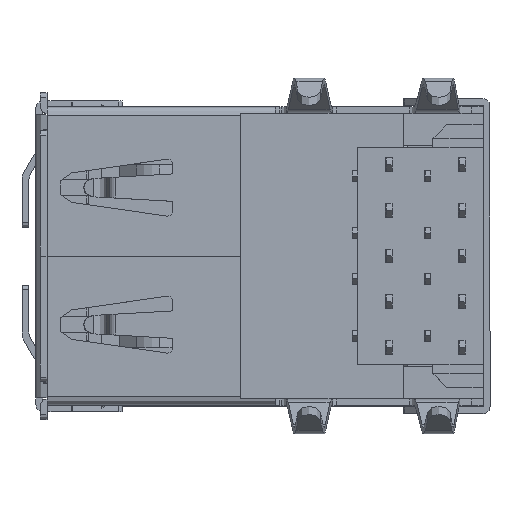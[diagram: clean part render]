
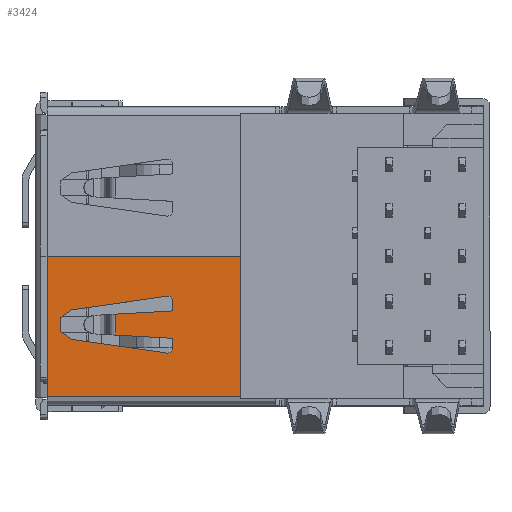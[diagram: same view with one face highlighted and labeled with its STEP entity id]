
A CAD part, top view. The second image highlights one B-rep face of the part: STEP entity #3424.
In plain terms, the highlighted face is planar.
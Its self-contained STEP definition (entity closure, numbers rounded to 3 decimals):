
#3424 = ADVANCED_FACE( '', ( #7472, #7473 ), #7474, .T. );
#7472 = FACE_OUTER_BOUND( '', #12440, .T. );
#7473 = FACE_BOUND( '', #12441, .T. );
#7474 = PLANE( '', #12442 );
#12440 = EDGE_LOOP( '', ( #22197, #22198, #22199, #22200 ) );
#12441 = EDGE_LOOP( '', ( #22201, #22202, #22203, #22204, #22205, #22206, #22207, #22208, #22209, #22210 ) );
#12442 = AXIS2_PLACEMENT_3D( '', #22211, #22212, #22213 );
#22197 = ORIENTED_EDGE( '', *, *, #34341, .T. );
#22198 = ORIENTED_EDGE( '', *, *, #34342, .F. );
#22199 = ORIENTED_EDGE( '', *, *, #34145, .F. );
#22200 = ORIENTED_EDGE( '', *, *, #32605, .T. );
#22201 = ORIENTED_EDGE( '', *, *, #31013, .T. );
#22202 = ORIENTED_EDGE( '', *, *, #34343, .T. );
#22203 = ORIENTED_EDGE( '', *, *, #34344, .F. );
#22204 = ORIENTED_EDGE( '', *, *, #34345, .F. );
#22205 = ORIENTED_EDGE( '', *, *, #34346, .F. );
#22206 = ORIENTED_EDGE( '', *, *, #34347, .F. );
#22207 = ORIENTED_EDGE( '', *, *, #33880, .F. );
#22208 = ORIENTED_EDGE( '', *, *, #34348, .F. );
#22209 = ORIENTED_EDGE( '', *, *, #33284, .F. );
#22210 = ORIENTED_EDGE( '', *, *, #34349, .T. );
#22211 = CARTESIAN_POINT( '', ( 6.15, 9.55, -7.11 ) );
#22212 = DIRECTION( '', ( 0., 0., -1. ) );
#22213 = DIRECTION( '', ( -1., 0., 0. ) );
#31013 = EDGE_CURVE( '', #37590, #37588, #37591, .T. );
#32605 = EDGE_CURVE( '', #39158, #40315, #40317, .F. );
#33284 = EDGE_CURVE( '', #41373, #41375, #41376, .T. );
#33880 = EDGE_CURVE( '', #42268, #42270, #42271, .T. );
#34145 = EDGE_CURVE( '', #39158, #42651, #42654, .T. );
#34341 = EDGE_CURVE( '', #40315, #42932, #42933, .T. );
#34342 = EDGE_CURVE( '', #42651, #42932, #42934, .F. );
#34343 = EDGE_CURVE( '', #37588, #42935, #42936, .T. );
#34344 = EDGE_CURVE( '', #42937, #42935, #42938, .T. );
#34345 = EDGE_CURVE( '', #42939, #42937, #42940, .T. );
#34346 = EDGE_CURVE( '', #42941, #42939, #42942, .T. );
#34347 = EDGE_CURVE( '', #42270, #42941, #42943, .T. );
#34348 = EDGE_CURVE( '', #41375, #42268, #42944, .T. );
#34349 = EDGE_CURVE( '', #41373, #37590, #42945, .T. );
#37588 = VERTEX_POINT( '', #47056 );
#37590 = VERTEX_POINT( '', #47058 );
#37591 = LINE( '', #47059, #47060 );
#39158 = VERTEX_POINT( '', #49235 );
#40315 = VERTEX_POINT( '', #50857 );
#40317 = LINE( '', #50859, #50860 );
#41373 = VERTEX_POINT( '', #52389 );
#41375 = VERTEX_POINT( '', #52392 );
#41376 = LINE( '', #52393, #52394 );
#42268 = VERTEX_POINT( '', #53690 );
#42270 = VERTEX_POINT( '', #53693 );
#42271 = LINE( '', #53694, #53695 );
#42651 = VERTEX_POINT( '', #54243 );
#42654 = LINE( '', #54246, #54247 );
#42932 = VERTEX_POINT( '', #54639 );
#42933 = LINE( '', #54640, #54641 );
#42934 = LINE( '', #54642, #54643 );
#42935 = VERTEX_POINT( '', #54644 );
#42936 = LINE( '', #54645, #54646 );
#42937 = VERTEX_POINT( '', #54647 );
#42938 = LINE( '', #54648, #54649 );
#42939 = VERTEX_POINT( '', #54650 );
#42940 = CIRCLE( '', #54651, 0.2 );
#42941 = VERTEX_POINT( '', #54652 );
#42942 = LINE( '', #54653, #54654 );
#42943 = CIRCLE( '', #54655, 0.65 );
#42944 = CIRCLE( '', #54656, 0.2 );
#42945 = LINE( '', #54657, #54658 );
#47056 = CARTESIAN_POINT( '', ( 3.458, 6.55, -7.11 ) );
#47058 = CARTESIAN_POINT( '', ( 2.542, 6.55, -7.11 ) );
#47059 = CARTESIAN_POINT( '', ( 2.4, 6.55, -7.11 ) );
#47060 = VECTOR( '', #58988, 1000. );
#49235 = CARTESIAN_POINT( '', ( 6.15, 9.54, -7.11 ) );
#50857 = CARTESIAN_POINT( '', ( 6.15, -0.45, -7.11 ) );
#50859 = CARTESIAN_POINT( '', ( 6.15, 9.55, -7.11 ) );
#50860 = VECTOR( '', #60916, 1000. );
#52389 = CARTESIAN_POINT( '', ( 2.4, 4.05, -7.11 ) );
#52392 = CARTESIAN_POINT( '', ( 1.948, 4.05, -7.11 ) );
#52393 = CARTESIAN_POINT( '', ( 4.052, 4.05, -7.11 ) );
#52394 = VECTOR( '', #61597, 1000. );
#53690 = CARTESIAN_POINT( '', ( 1.75, 4.278, -7.11 ) );
#53693 = CARTESIAN_POINT( '', ( 2.357, 8.493, -7.11 ) );
#53694 = CARTESIAN_POINT( '', ( 1.75, 4.278, -7.11 ) );
#53695 = VECTOR( '', #62189, 1000. );
#54243 = CARTESIAN_POINT( '', ( 0.001, 9.54, -7.11 ) );
#54246 = CARTESIAN_POINT( '', ( 6.15, 9.54, -7.11 ) );
#54247 = VECTOR( '', #62451, 1000. );
#54639 = CARTESIAN_POINT( '', ( 0.001, -0.45, -7.11 ) );
#54640 = CARTESIAN_POINT( '', ( 22.062, -0.45, -7.11 ) );
#54641 = VECTOR( '', #62653, 1000. );
#54642 = CARTESIAN_POINT( '', ( 0.001, 9.55, -7.11 ) );
#54643 = VECTOR( '', #62654, 1000. );
#54644 = CARTESIAN_POINT( '', ( 3.6, 4.05, -7.11 ) );
#54645 = CARTESIAN_POINT( '', ( 3.296, 9.387, -7.11 ) );
#54646 = VECTOR( '', #62655, 1000. );
#54647 = CARTESIAN_POINT( '', ( 4.052, 4.05, -7.11 ) );
#54648 = CARTESIAN_POINT( '', ( 4.052, 4.05, -7.11 ) );
#54649 = VECTOR( '', #62656, 1000. );
#54650 = CARTESIAN_POINT( '', ( 4.25, 4.278, -7.11 ) );
#54651 = AXIS2_PLACEMENT_3D( '', #62657, #62658, #62659 );
#54652 = CARTESIAN_POINT( '', ( 3.643, 8.493, -7.11 ) );
#54653 = CARTESIAN_POINT( '', ( 3.643, 8.493, -7.11 ) );
#54654 = VECTOR( '', #62660, 1000. );
#54655 = AXIS2_PLACEMENT_3D( '', #62661, #62662, #62663 );
#54656 = AXIS2_PLACEMENT_3D( '', #62664, #62665, #62666 );
#54657 = CARTESIAN_POINT( '', ( 2.724, 9.745, -7.11 ) );
#54658 = VECTOR( '', #62667, 1000. );
#58988 = DIRECTION( '', ( 1., 0., 0. ) );
#60916 = DIRECTION( '', ( 0., 1., 0. ) );
#61597 = DIRECTION( '', ( -1., 0., 0. ) );
#62189 = DIRECTION( '', ( 0.142, 0.99, 0. ) );
#62451 = DIRECTION( '', ( -1., 0., 0. ) );
#62653 = DIRECTION( '', ( -1., 0., 0. ) );
#62654 = DIRECTION( '', ( 0., 1., 0. ) );
#62655 = DIRECTION( '', ( 0.057, -0.998, 0. ) );
#62656 = DIRECTION( '', ( -1., 0., 0. ) );
#62657 = CARTESIAN_POINT( '', ( 4.052, 4.25, -7.11 ) );
#62658 = DIRECTION( '', ( 0., 0., -1. ) );
#62659 = DIRECTION( '', ( -1., 0., 0. ) );
#62660 = DIRECTION( '', ( 0.142, -0.99, 0. ) );
#62661 = CARTESIAN_POINT( '', ( 3., 8.4, -7.11 ) );
#62662 = DIRECTION( '', ( 0., 0., -1. ) );
#62663 = DIRECTION( '', ( -1., 0., 0. ) );
#62664 = CARTESIAN_POINT( '', ( 1.948, 4.25, -7.11 ) );
#62665 = DIRECTION( '', ( 0., 0., -1. ) );
#62666 = DIRECTION( '', ( 1., 0., 0. ) );
#62667 = DIRECTION( '', ( 0.057, 0.998, 0. ) );
